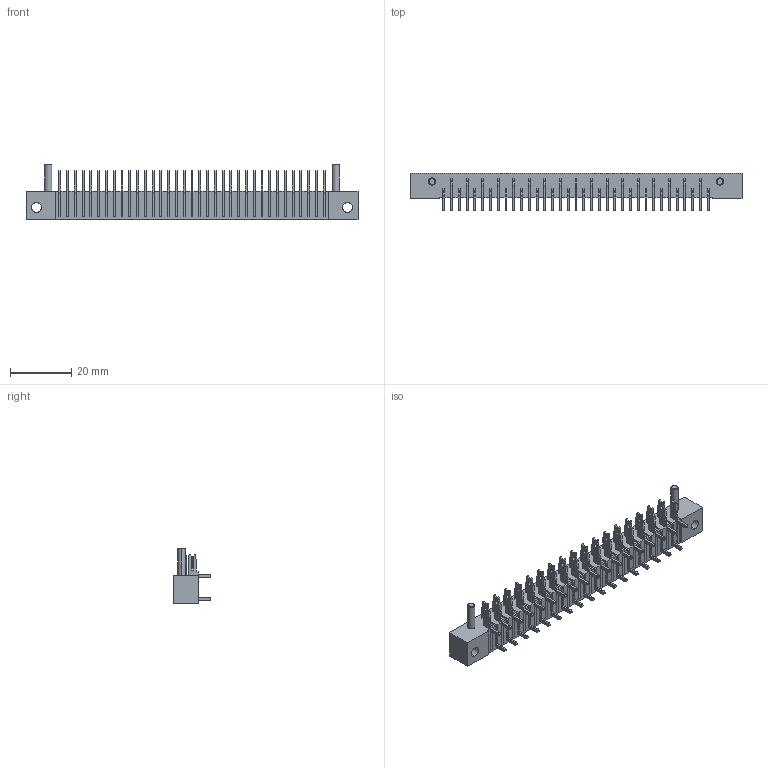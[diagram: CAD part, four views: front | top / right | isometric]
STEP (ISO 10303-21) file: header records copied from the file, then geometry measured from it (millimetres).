
FILE_DESCRIPTION (( 'STEP AP203' ), '1' );
FILE_NAME ('423-035-521-102.STEP', '2019-11-28T19:47:59', ( '' ), ( '' ), 'SwSTEP 2.0', 'SolidWorks 2016', '' );
FILE_SCHEMA (( 'CONFIG_CONTROL_DESIGN' ));
Length unit declared in the file: inch
Products named in the file (4): 421-290-002_121; 423 Part_35; 421-290-001_121; 423-035-521-102
Assembly tree (36 placements, depth 2):
  423-035-521-102
    423 Part_35
    421-290-001_121  x17
    421-290-002_121  x18
Bounding box: 108.46 x 12.19 x 18.29 mm (x, y, z)
Volume: 8331.3 mm3; surface area: 12513 mm2
Topology: 36 solids, 36 shells, 1201 faces, 3352 edges, 2232 vertices
Faces by surface type: plane 971, cylinder 226, cone 4
Entity records: 11388 total; most frequent: CARTESIAN_POINT 1814, ORIENTED_EDGE 1748, DIRECTION 1684, EDGE_CURVE 874, VECTOR 752, LINE 752, VERTEX_POINT 580, AXIS2_PLACEMENT_3D 466
